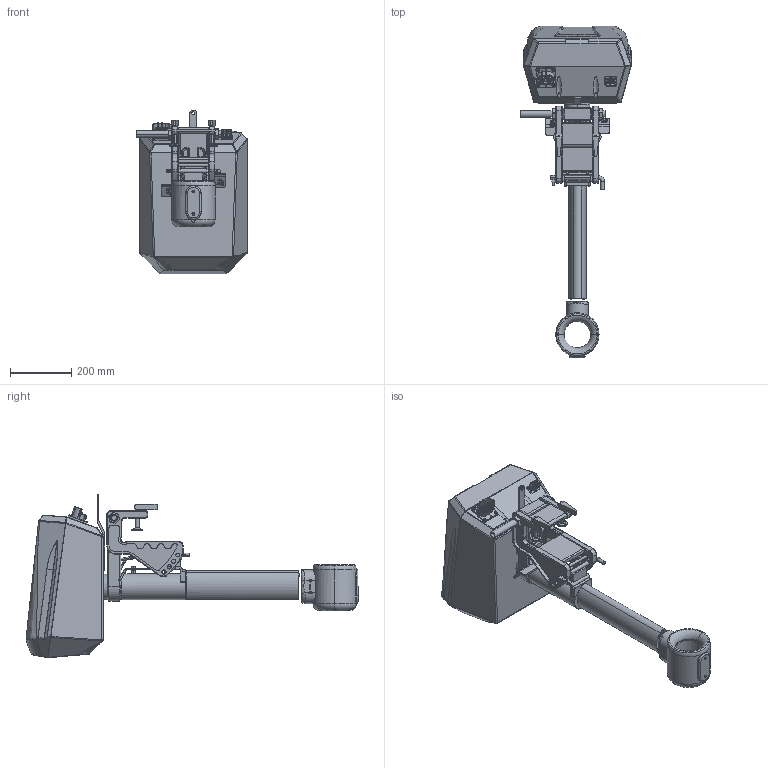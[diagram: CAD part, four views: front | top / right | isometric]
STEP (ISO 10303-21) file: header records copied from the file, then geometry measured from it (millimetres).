
FILE_DESCRIPTION (( 'STEP AP214' ), '1' );
FILE_NAME ('P-104-191-rev-C-086.STEP', '2023-11-24T07:36:48', ( '' ), ( '' ), 'SwSTEP 2.0', 'SolidWorks 2023', '' );
FILE_SCHEMA (( 'AUTOMOTIVE_DESIGN' ));
Length unit declared in the file: millimetre
Products named in the file (1): P-104-191-rev-C-086
Bounding box: 360.86 x 1081.29 x 532.42 mm (x, y, z)
Volume: 36738929.5 mm3; surface area: 1281152.9 mm2
Topology: 2 solids, 34 shells, 4353 faces, 11139 edges, 6936 vertices
Faces by surface type: plane 2163, cylinder 1203, cone 348, bspline 335, torus 234, sphere 70
Entity records: 179653 total; most frequent: CARTESIAN_POINT 75974, ORIENTED_EDGE 22128, DIRECTION 20968, EDGE_CURVE 11064, AXIS2_PLACEMENT_3D 7117, VERTEX_POINT 6940, VECTOR 6734, LINE 6734
